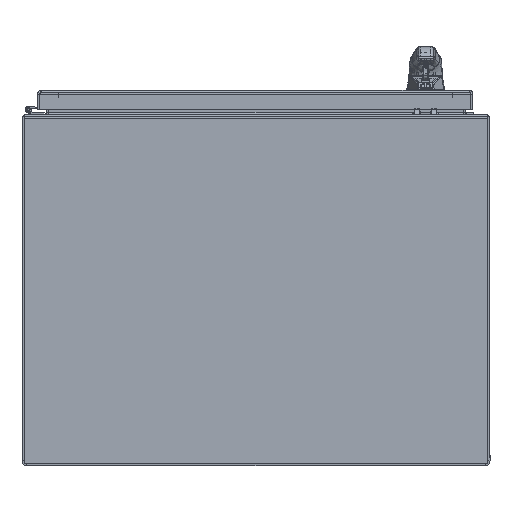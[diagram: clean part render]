
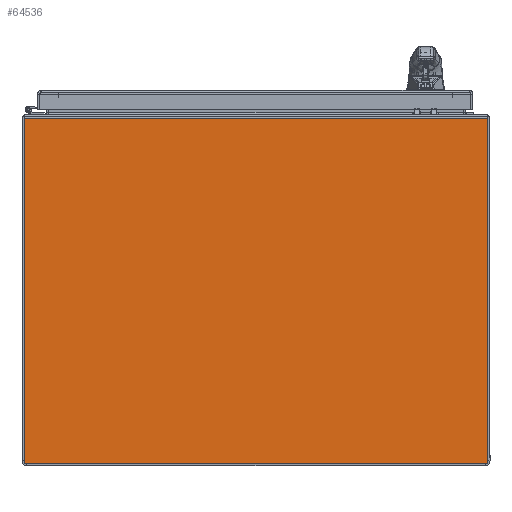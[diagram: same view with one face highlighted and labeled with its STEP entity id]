
A CAD part, front view. The second image highlights one B-rep face of the part: STEP entity #64536.
In plain terms, the highlighted face is planar.
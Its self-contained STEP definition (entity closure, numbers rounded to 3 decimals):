
#9300=PLANE('',#68212);
#10370=FACE_OUTER_BOUND('',#13155,.T.);
#13155=EDGE_LOOP('',(#48630,#48631,#48632,#48633));
#19642=LINE('',#91593,#24424);
#19648=LINE('',#91611,#24430);
#19651=LINE('',#91617,#24433);
#19652=LINE('',#91618,#24434);
#24424=VECTOR('',#74708,0.394);
#24430=VECTOR('',#74732,0.394);
#24433=VECTOR('',#74737,0.394);
#24434=VECTOR('',#74738,0.394);
#29130=VERTEX_POINT('',#91590);
#29131=VERTEX_POINT('',#91592);
#29134=VERTEX_POINT('',#91610);
#29136=VERTEX_POINT('',#91616);
#38152=EDGE_CURVE('',#29131,#29130,#19642,.T.);
#38161=EDGE_CURVE('',#29131,#29134,#19648,.T.);
#38164=EDGE_CURVE('',#29136,#29130,#19651,.T.);
#38165=EDGE_CURVE('',#29134,#29136,#19652,.T.);
#48630=ORIENTED_EDGE('',*,*,#38152,.T.);
#48631=ORIENTED_EDGE('',*,*,#38164,.F.);
#48632=ORIENTED_EDGE('',*,*,#38165,.F.);
#48633=ORIENTED_EDGE('',*,*,#38161,.F.);
#64536=ADVANCED_FACE('',(#10370),#9300,.T.);
#68212=AXIS2_PLACEMENT_3D('',#91615,#74735,#74736);
#74708=DIRECTION('',(1.,0.,0.));
#74732=DIRECTION('',(0.,1.,0.));
#74735=DIRECTION('center_axis',(0.,0.,1.));
#74736=DIRECTION('ref_axis',(1.,0.,0.));
#74737=DIRECTION('',(0.,-1.,0.));
#74738=DIRECTION('',(1.,0.,0.));
#91590=CARTESIAN_POINT('',(11.959,-8.766,0.104));
#91592=CARTESIAN_POINT('',(-11.959,-8.766,0.104));
#91593=CARTESIAN_POINT('',(-5.979,-8.766,0.104));
#91610=CARTESIAN_POINT('',(-11.959,9.011,0.104));
#91611=CARTESIAN_POINT('',(-11.959,-9.011,0.104));
#91615=CARTESIAN_POINT('Origin',(0.,0.,
0.104));
#91616=CARTESIAN_POINT('',(11.959,9.011,0.104));
#91617=CARTESIAN_POINT('',(11.959,9.011,0.104));
#91618=CARTESIAN_POINT('',(-11.959,9.011,0.104));
